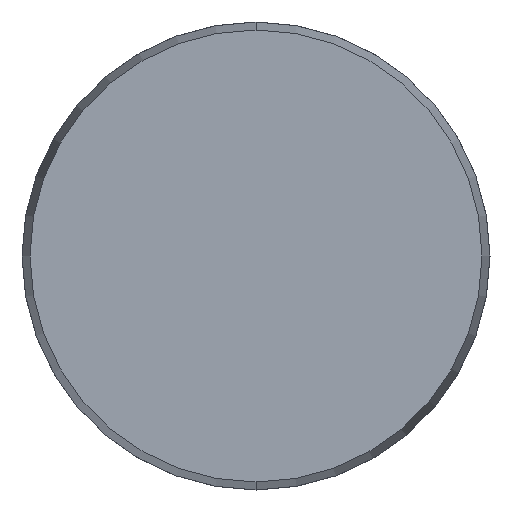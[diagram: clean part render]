
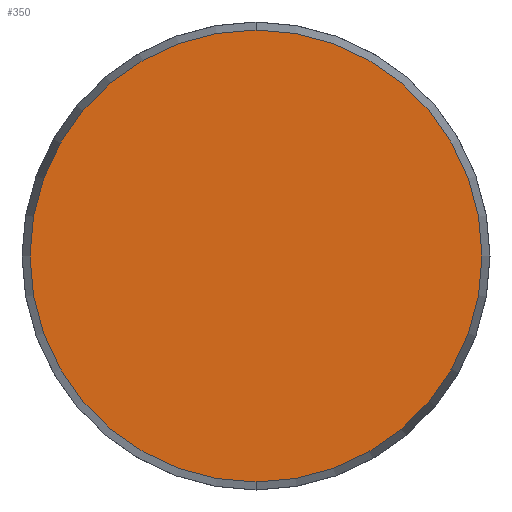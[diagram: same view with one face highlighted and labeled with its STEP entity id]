
A CAD part, front view. The second image highlights one B-rep face of the part: STEP entity #350.
In plain terms, the highlighted planar face has unit normal (0, -1, 0).
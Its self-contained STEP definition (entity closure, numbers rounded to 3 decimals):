
#79 = FACE_OUTER_BOUND ( 'NONE', #317, .T. ) ;
#105 = EDGE_CURVE ( 'NONE', #484, #951, #707, .T. ) ;
#109 = DIRECTION ( 'NONE',  ( 0., 0., -1. ) ) ;
#210 = AXIS2_PLACEMENT_3D ( 'NONE', #967, #947, #109 ) ;
#250 = ORIENTED_EDGE ( 'NONE', *, *, #105, .T. ) ;
#317 = EDGE_LOOP ( 'NONE', ( #663, #250 ) ) ;
#339 = CARTESIAN_POINT ( 'NONE',  ( 0., 0., 24.143 ) ) ;
#350 = ADVANCED_FACE ( 'NONE', ( #79 ), #709, .F. ) ;
#355 = DIRECTION ( 'NONE',  ( 0., 1., 0. ) ) ;
#364 = DIRECTION ( 'NONE',  ( 0., 0., -1. ) ) ;
#400 = CIRCLE ( 'NONE', #210, 24.143 ) ;
#484 = VERTEX_POINT ( 'NONE', #641 ) ;
#525 = DIRECTION ( 'NONE',  ( 0., -1., 0. ) ) ;
#571 = CARTESIAN_POINT ( 'NONE',  ( -24.143, 0., 0. ) ) ;
#641 = CARTESIAN_POINT ( 'NONE',  ( 0., 0., -24.143 ) ) ;
#663 = ORIENTED_EDGE ( 'NONE', *, *, #851, .T. ) ;
#668 = CARTESIAN_POINT ( 'NONE',  ( 0., 0., 0. ) ) ;
#707 = CIRCLE ( 'NONE', #816, 24.143 ) ;
#709 = PLANE ( 'NONE',  #730 ) ;
#730 = AXIS2_PLACEMENT_3D ( 'NONE', #571, #355, #857 ) ;
#816 = AXIS2_PLACEMENT_3D ( 'NONE', #668, #525, #364 ) ;
#851 = EDGE_CURVE ( 'NONE', #951, #484, #400, .T. ) ;
#857 = DIRECTION ( 'NONE',  ( 0., 0., 1. ) ) ;
#947 = DIRECTION ( 'NONE',  ( 0., -1., 0. ) ) ;
#951 = VERTEX_POINT ( 'NONE', #339 ) ;
#967 = CARTESIAN_POINT ( 'NONE',  ( 0., 0., 0. ) ) ;
